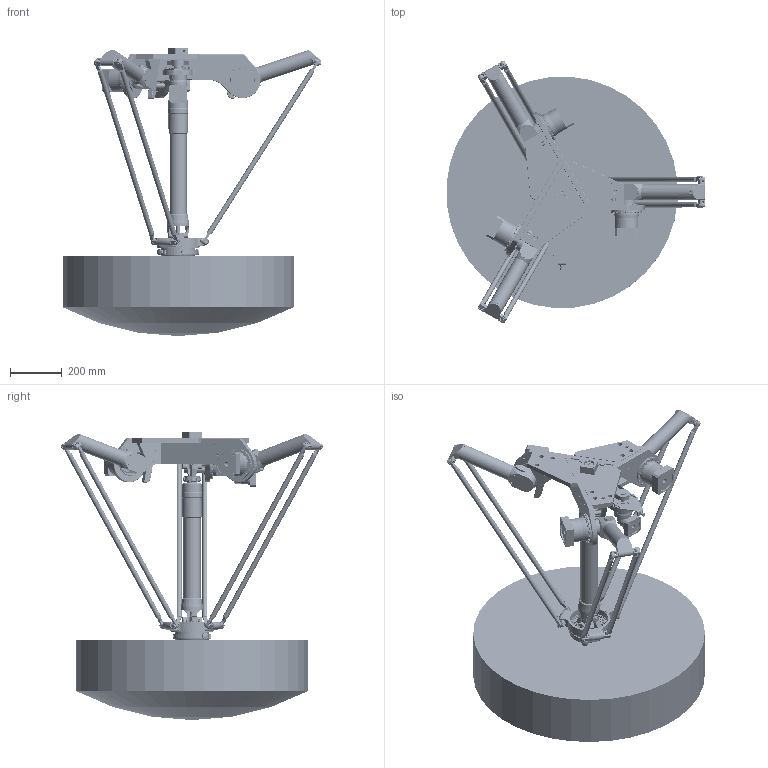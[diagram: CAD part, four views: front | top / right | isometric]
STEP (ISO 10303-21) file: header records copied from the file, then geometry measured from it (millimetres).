
FILE_DESCRIPTION(/* description */ ('Norm.iam Teamplte'),/* implementation_level */ '2;1');
FILE_NAME(/* name */ '3D-model_A_00804-01-TS1-ATS.stp',/* time_stamp */ '2024-08-08T08:46:57+02:00',/* author */ ('michael.schutter'),/* organization */ (''),/* preprocessor_version */ 'ST-DEVELOPER v19.2',/* originating_system */ 'Autodesk Inventor 2023',/* authorisation */ '');
FILE_SCHEMA (('AUTOMOTIVE_DESIGN { 1 0 10303 214 3 1 1 }'));
Products named in the file (17): A_00804-01-TS1-ATS_DUMMY DELTA Robotermechanik RL4-TS1-ATS-900-6kg; MT_BGR00106130; MT_WST00113391; MT_WST00113394; MT_WST00113103 Getriebe; MT_WST00054196MT_WST; MT_WST00054194MT_WST; MT_WST00060712MT_WST; MT_WST00066325MT_WST; MT_WST00113389; MT_WST00066319MT_WST; MT_WST00031699MT_WST; MT_WST00058088MT_WST; MT_WST00106842; MT_WST00058575MT_WST; MT_WST00058879MT_WST; MT_WST00058878MT_WST
Assembly tree (33 placements, depth 3):
  A_00804-01-TS1-ATS_DUMMY DELTA Robotermechanik RL4-TS1-ATS-900-6kg
    MT_BGR00106130
      MT_WST00113391
      MT_WST00113394  x3
      MT_WST00113103 Getriebe
    MT_WST00054196MT_WST
    MT_WST00054194MT_WST  x3
    MT_WST00031699MT_WST  x6
    MT_WST00060712MT_WST  x6
    MT_WST00106842  x2
    MT_WST00066325MT_WST
    MT_WST00113389
    MT_WST00066319MT_WST
    MT_WST00058088MT_WST
    MT_WST00058575MT_WST
    MT_WST00058878MT_WST  x2
    MT_WST00058879MT_WST  x2
Bounding box: 1005.64 x 1018.15 x 1119 mm (x, y, z)
Volume: 180732715.6 mm3; surface area: 3902764 mm2
Topology: 32 solids, 47 shells, 4535 faces, 10470 edges, 6560 vertices
Faces by surface type: plane 2254, cylinder 1320, cone 428, bspline 362, torus 137, sphere 34
Full cylindrical faces by diameter (mm): 3 x2, 3.242 x4, 3.459 x12, 3.5 x2, 4 x2, 4.134 x1, 4.917 x27, 5 x56, 5.5 x7, 6 x81, 6.5 x4, 7 x18, 8 x39, 8.5 x96, 10 x49, 10.1 x2, 11.4 x1, 11.45 x6, 12 x27, 14 x1, 15 x6, 15.4 x3, 15.5 x1, 16 x37, 17.5 x9, 18 x32, 19 x9, 20 x28, 23.9 x1, 24 x1
Entity records: 123337 total; most frequent: CARTESIAN_POINT 53260, ORIENTED_EDGE 14086, DIRECTION 13795, EDGE_CURVE 7043, AXIS2_PLACEMENT_3D 5081, VERTEX_POINT 4463, LINE 3633, VECTOR 3633
